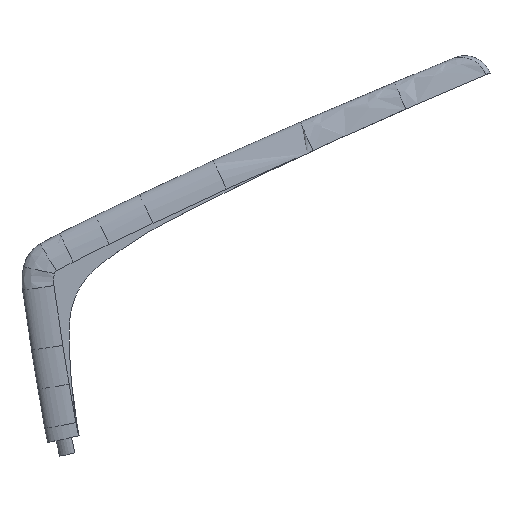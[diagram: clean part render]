
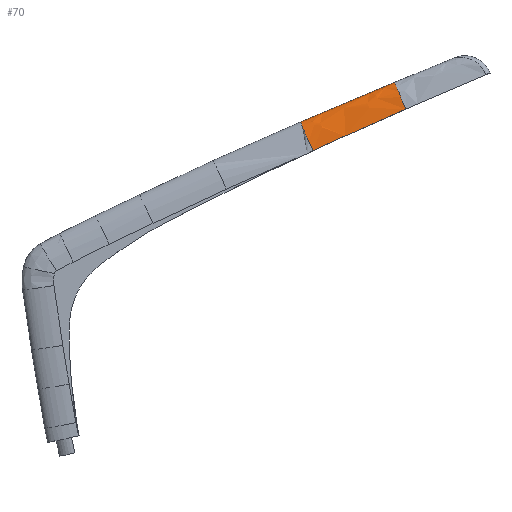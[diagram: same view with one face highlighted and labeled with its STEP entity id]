
A CAD part, top view. The second image highlights one B-rep face of the part: STEP entity #70.
In plain terms, the highlighted free-form (B-spline) face has degree [2, 3] with [3, 8] control points.
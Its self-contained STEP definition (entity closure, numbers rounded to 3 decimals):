
#70 = ADVANCED_FACE ( 'NONE', ( #3785 ), #2872, .T. ) ;
#230 = CARTESIAN_POINT ( 'NONE',  ( 357.549, 250.79, 10.486 ) ) ;
#267 = CARTESIAN_POINT ( 'NONE',  ( 349.856, 269.225, 5.156 ) ) ;
#501 = CARTESIAN_POINT ( 'NONE',  ( 285.584, 222.809, 10.403 ) ) ;
#541 = CARTESIAN_POINT ( 'NONE',  ( 277.754, 240.992, 2.156 ) ) ;
#798 = B_SPLINE_CURVE_WITH_KNOTS ( 'NONE', 3,
 ( #11138, #8433, #501, #6684, #1397, #7582, #2276, #8474, #3165, #9363, #4056, #10270, #4933, #11174, #5815, #541, #6728, #1437 ),
 .UNSPECIFIED., .F., .F.,
 ( 4, 2, 2, 2, 2, 2, 2, 2, 4 ),
 ( 0.001, 0.125, 0.25, 0.375, 0.5, 0.625, 0.75, 0.875, 1. ),
 .UNSPECIFIED. ) ;
#1091 = ORIENTED_EDGE ( 'NONE', *, *, #7945, .F. ) ;
#1148 = CARTESIAN_POINT ( 'NONE',  ( 349.32, 270.528, 3.572 ) ) ;
#1397 = CARTESIAN_POINT ( 'NONE',  ( 283.306, 228.085, 9.744 ) ) ;
#1437 = CARTESIAN_POINT ( 'NONE',  ( 277.739, 241.031, 1.5 ) ) ;
#1708 = EDGE_CURVE ( 'NONE', #9196, #1731, #5079, .T. ) ;
#1731 = VERTEX_POINT ( 'NONE', #5575 ) ;
#2011 = CARTESIAN_POINT ( 'NONE',  ( 355.4, 255.932, 10.067 ) ) ;
#2050 = CARTESIAN_POINT ( 'NONE',  ( 349.098, 271.083, 2.001 ) ) ;
#2276 = CARTESIAN_POINT ( 'NONE',  ( 281.339, 232.641, 8.613 ) ) ;
#2726 = CARTESIAN_POINT ( 'NONE',  ( 357.549, 250.79, 10.486 ) ) ;
#2807 = CARTESIAN_POINT ( 'NONE',  ( 301.613, 251.085, 10.5 ) ) ;
#2844 = CARTESIAN_POINT ( 'NONE',  ( 274.17, 239.528, 10.5 ) ) ;
#2872 =( BOUNDED_SURFACE ( )  B_SPLINE_SURFACE ( 2, 3, ( 
 ( #7304, #6389, #5491, #10839, #4614, #9940, #3738, #9045 ),
 ( #2844, #7534, #11094, #2807, #9004, #3700, #9903, #10803 ),
 ( #5456, #4166, #8152, #11000, #4768, #10093, #3892, #9198 ) ),
 .UNSPECIFIED., .F., .F., .F. ) 
 B_SPLINE_SURFACE_WITH_KNOTS ( ( 3, 3 ),
 ( 4, 2, 2, 4 ),
 ( 0., 1. ),
 ( -0.14, -0.136, -0.059, -0.055 ),
 .UNSPECIFIED. ) 
 GEOMETRIC_REPRESENTATION_ITEM ( )  RATIONAL_B_SPLINE_SURFACE ( (
 ( 1., 1., 1., 1., 1., 1., 1., 1.),
 ( 0.707, 0.707, 0.707, 0.707, 0.707, 0.707, 0.707, 0.707),
 ( 1., 1., 1., 1., 1., 1., 1., 1.) ) ) 
 REPRESENTATION_ITEM ( '' )  SURFACE ( )  );
#2887 = CARTESIAN_POINT ( 'NONE',  ( 353.805, 259.749, 9.388 ) ) ;
#3165 = CARTESIAN_POINT ( 'NONE',  ( 279.824, 236.154, 7.191 ) ) ;
#3366 = CARTESIAN_POINT ( 'NONE',  ( 295.232, 222.937, 10.5 ) ) ;
#3445 = VERTEX_POINT ( 'NONE', #6622 ) ;
#3449 = CARTESIAN_POINT ( 'NONE',  ( 277.739, 241.031, 1.5 ) ) ;
#3465 = CARTESIAN_POINT ( 'NONE',  ( 311.416, 230.423, 10.492 ) ) ;
#3700 = CARTESIAN_POINT ( 'NONE',  ( 350.23, 271.56, 10.5 ) ) ;
#3738 = CARTESIAN_POINT ( 'NONE',  ( 351.45, 272.074, 1.5 ) ) ;
#3783 = CARTESIAN_POINT ( 'NONE',  ( 352.333, 263.273, 8.397 ) ) ;
#3785 = FACE_OUTER_BOUND ( 'NONE', #10754, .T. ) ;
#3843 = ORIENTED_EDGE ( 'NONE', *, *, #11305, .T. ) ;
#3892 = CARTESIAN_POINT ( 'NONE',  ( 360.711, 250.084, 10.5 ) ) ;
#4056 = CARTESIAN_POINT ( 'NONE',  ( 278.785, 238.571, 5.674 ) ) ;
#4166 = CARTESIAN_POINT ( 'NONE',  ( 284.679, 218.064, 10.5 ) ) ;
#4346 = CARTESIAN_POINT ( 'NONE',  ( 342.172, 243.999, 10.481 ) ) ;
#4416 = B_SPLINE_CURVE_WITH_KNOTS ( 'NONE', 3,
 ( #3465, #8779, #4346, #10568 ),
 .UNSPECIFIED., .F., .F.,
 ( 4, 4 ),
 ( 0., 1. ),
 .UNSPECIFIED. ) ;
#4423 = ORIENTED_EDGE ( 'NONE', *, *, #9961, .T. ) ;
#4614 = CARTESIAN_POINT ( 'NONE',  ( 325.311, 261.066, 1.5 ) ) ;
#4660 = CARTESIAN_POINT ( 'NONE',  ( 351.078, 266.285, 7.135 ) ) ;
#4768 = CARTESIAN_POINT ( 'NONE',  ( 334.572, 239.076, 10.5 ) ) ;
#4886 = VERTEX_POINT ( 'NONE', #5734 ) ;
#4933 = CARTESIAN_POINT ( 'NONE',  ( 278.159, 240.035, 4.217 ) ) ;
#5079 = B_SPLINE_CURVE_WITH_KNOTS ( 'NONE', 3,
 ( #230, #5497, #7312, #2011, #8196, #2887, #9089, #3783, #9984, #4660, #10888, #5535, #267, #6437, #1148, #7343, #2050, #8234 ),
 .UNSPECIFIED., .F., .F.,
 ( 4, 2, 2, 2, 2, 2, 2, 2, 4 ),
 ( 0., 0.125, 0.25, 0.375, 0.5, 0.625, 0.75, 0.875, 1. ),
 .UNSPECIFIED. ) ;
#5127 = CARTESIAN_POINT ( 'NONE',  ( 303.324, 226.679, 10.497 ) ) ;
#5206 = CARTESIAN_POINT ( 'NONE',  ( 311.416, 230.423, 10.492 ) ) ;
#5246 = CARTESIAN_POINT ( 'NONE',  ( 325.314, 261.067, 1.5 ) ) ;
#5456 = CARTESIAN_POINT ( 'NONE',  ( 283.431, 217.538, 10.5 ) ) ;
#5491 = CARTESIAN_POINT ( 'NONE',  ( 276.667, 240.579, 1.5 ) ) ;
#5497 = CARTESIAN_POINT ( 'NONE',  ( 357.022, 252.05, 10.431 ) ) ;
#5535 = CARTESIAN_POINT ( 'NONE',  ( 350.108, 268.616, 5.674 ) ) ;
#5575 = CARTESIAN_POINT ( 'NONE',  ( 349.102, 271.085, 1.5 ) ) ;
#5734 = CARTESIAN_POINT ( 'NONE',  ( 277.739, 241.031, 1.5 ) ) ;
#5815 = CARTESIAN_POINT ( 'NONE',  ( 277.845, 240.777, 2.915 ) ) ;
#5911 = VERTEX_POINT ( 'NONE', #5206 ) ;
#6166 = B_SPLINE_CURVE_WITH_KNOTS ( 'NONE', 3,
 ( #3449, #8762, #5246, #11492 ),
 .UNSPECIFIED., .F., .F.,
 ( 4, 4 ),
 ( 0., 1. ),
 .UNSPECIFIED. ) ;
#6389 = CARTESIAN_POINT ( 'NONE',  ( 275.419, 240.054, 1.5 ) ) ;
#6437 = CARTESIAN_POINT ( 'NONE',  ( 349.462, 270.181, 4.105 ) ) ;
#6622 = CARTESIAN_POINT ( 'NONE',  ( 287.157, 219.156, 10.5 ) ) ;
#6684 = CARTESIAN_POINT ( 'NONE',  ( 284.048, 226.368, 10.026 ) ) ;
#6728 = CARTESIAN_POINT ( 'NONE',  ( 277.739, 241.031, 1.811 ) ) ;
#7183 = B_SPLINE_CURVE_WITH_KNOTS ( 'NONE', 3,
 ( #9572, #3366, #5127, #11373 ),
 .UNSPECIFIED., .F., .F.,
 ( 4, 4 ),
 ( 0., 1. ),
 .UNSPECIFIED. ) ;
#7304 = CARTESIAN_POINT ( 'NONE',  ( 274.17, 239.528, 1.5 ) ) ;
#7312 = CARTESIAN_POINT ( 'NONE',  ( 356.482, 253.343, 10.345 ) ) ;
#7343 = CARTESIAN_POINT ( 'NONE',  ( 349.138, 270.979, 2.52 ) ) ;
#7534 = CARTESIAN_POINT ( 'NONE',  ( 275.419, 240.054, 10.5 ) ) ;
#7582 = CARTESIAN_POINT ( 'NONE',  ( 281.952, 231.222, 9.037 ) ) ;
#7945 = EDGE_CURVE ( 'NONE', #4886, #1731, #6166, .T. ) ;
#8152 = CARTESIAN_POINT ( 'NONE',  ( 285.928, 218.59, 10.5 ) ) ;
#8196 = CARTESIAN_POINT ( 'NONE',  ( 354.858, 257.228, 9.877 ) ) ;
#8234 = CARTESIAN_POINT ( 'NONE',  ( 349.102, 271.085, 1.5 ) ) ;
#8433 = CARTESIAN_POINT ( 'NONE',  ( 286.378, 220.97, 10.499 ) ) ;
#8474 = CARTESIAN_POINT ( 'NONE',  ( 280.275, 235.107, 7.69 ) ) ;
#8616 = EDGE_CURVE ( 'NONE', #3445, #4886, #798, .T. ) ;
#8723 = ORIENTED_EDGE ( 'NONE', *, *, #8616, .F. ) ;
#8762 = CARTESIAN_POINT ( 'NONE',  ( 301.526, 251.049, 1.5 ) ) ;
#8779 = CARTESIAN_POINT ( 'NONE',  ( 326.794, 237.21, 10.487 ) ) ;
#9004 = CARTESIAN_POINT ( 'NONE',  ( 325.311, 261.066, 10.5 ) ) ;
#9045 = CARTESIAN_POINT ( 'NONE',  ( 352.67, 272.588, 1.5 ) ) ;
#9089 = CARTESIAN_POINT ( 'NONE',  ( 353.294, 260.973, 9.09 ) ) ;
#9196 = VERTEX_POINT ( 'NONE', #2726 ) ;
#9198 = CARTESIAN_POINT ( 'NONE',  ( 361.931, 250.598, 10.5 ) ) ;
#9363 = CARTESIAN_POINT ( 'NONE',  ( 279.079, 237.885, 6.183 ) ) ;
#9572 = CARTESIAN_POINT ( 'NONE',  ( 287.157, 219.156, 10.5 ) ) ;
#9648 = ORIENTED_EDGE ( 'NONE', *, *, #1708, .T. ) ;
#9903 = CARTESIAN_POINT ( 'NONE',  ( 351.45, 272.074, 10.5 ) ) ;
#9940 = CARTESIAN_POINT ( 'NONE',  ( 350.23, 271.56, 1.5 ) ) ;
#9961 = EDGE_CURVE ( 'NONE', #5911, #9196, #4416, .T. ) ;
#9984 = CARTESIAN_POINT ( 'NONE',  ( 351.885, 264.348, 8.002 ) ) ;
#10093 = CARTESIAN_POINT ( 'NONE',  ( 359.49, 249.57, 10.5 ) ) ;
#10270 = CARTESIAN_POINT ( 'NONE',  ( 278.325, 239.646, 4.691 ) ) ;
#10568 = CARTESIAN_POINT ( 'NONE',  ( 357.549, 250.79, 10.486 ) ) ;
#10754 = EDGE_LOOP ( 'NONE', ( #9648, #1091, #8723, #3843, #4423 ) ) ;
#10803 = CARTESIAN_POINT ( 'NONE',  ( 352.67, 272.588, 10.5 ) ) ;
#10839 = CARTESIAN_POINT ( 'NONE',  ( 301.613, 251.085, 1.5 ) ) ;
#10888 = CARTESIAN_POINT ( 'NONE',  ( 350.719, 267.146, 6.664 ) ) ;
#11000 = CARTESIAN_POINT ( 'NONE',  ( 310.874, 229.096, 10.5 ) ) ;
#11094 = CARTESIAN_POINT ( 'NONE',  ( 276.667, 240.579, 10.5 ) ) ;
#11138 = CARTESIAN_POINT ( 'NONE',  ( 287.157, 219.156, 10.5 ) ) ;
#11174 = CARTESIAN_POINT ( 'NONE',  ( 277.919, 240.601, 3.329 ) ) ;
#11305 = EDGE_CURVE ( 'NONE', #3445, #5911, #7183, .T. ) ;
#11373 = CARTESIAN_POINT ( 'NONE',  ( 311.416, 230.423, 10.492 ) ) ;
#11492 = CARTESIAN_POINT ( 'NONE',  ( 349.102, 271.085, 1.5 ) ) ;
